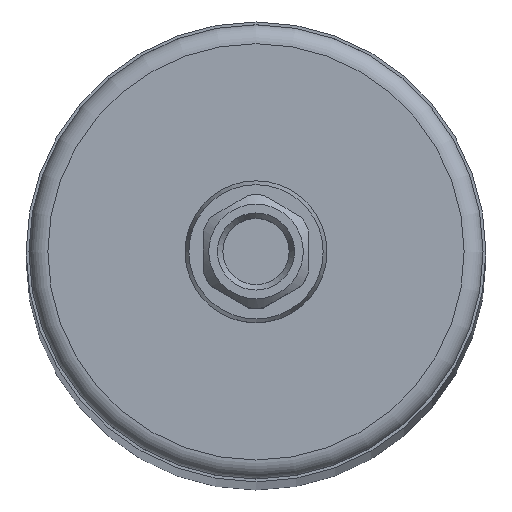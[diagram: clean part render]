
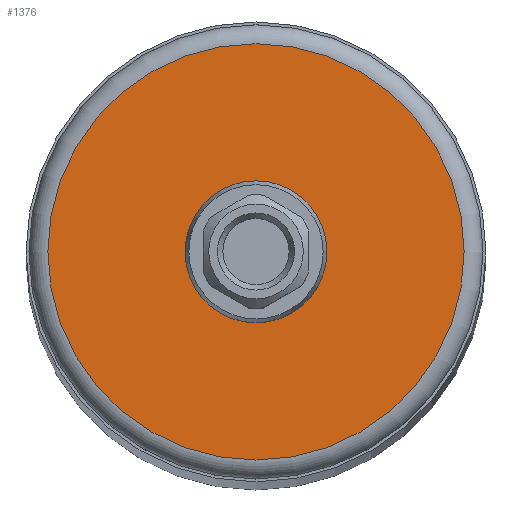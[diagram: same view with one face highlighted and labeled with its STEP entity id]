
A CAD part, top view. The second image highlights one B-rep face of the part: STEP entity #1376.
In plain terms, the highlighted planar face has unit normal (0, 0, 1).
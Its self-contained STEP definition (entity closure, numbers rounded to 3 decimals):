
#18=FACE_BOUND('',#398,.T.);
#26=PLANE('',#1600);
#307=FACE_OUTER_BOUND('',#397,.T.);
#397=EDGE_LOOP('',(#1225));
#398=EDGE_LOOP('',(#1226));
#465=CIRCLE('',#1468,7.5);
#516=CIRCLE('',#1555,22.);
#579=VERTEX_POINT('',#2209);
#619=VERTEX_POINT('',#2361);
#721=EDGE_CURVE('',#579,#579,#465,.T.);
#797=EDGE_CURVE('',#619,#619,#516,.T.);
#1225=ORIENTED_EDGE('',*,*,#797,.T.);
#1226=ORIENTED_EDGE('',*,*,#721,.F.);
#1376=ADVANCED_FACE('',(#307,#18),#26,.F.);
#1468=AXIS2_PLACEMENT_3D('',#2210,#1744,#1745);
#1555=AXIS2_PLACEMENT_3D('',#2362,#1943,#1944);
#1600=AXIS2_PLACEMENT_3D('',#2539,#2071,#2072);
#1744=DIRECTION('center_axis',(0.,0.,1.));
#1745=DIRECTION('ref_axis',(-1.,0.,0.));
#1943=DIRECTION('center_axis',(0.,0.,1.));
#1944=DIRECTION('ref_axis',(1.,0.,0.));
#2071=DIRECTION('center_axis',(0.,0.,-1.));
#2072=DIRECTION('ref_axis',(-1.,0.,0.));
#2209=CARTESIAN_POINT('',(7.5,0.,0.));
#2210=CARTESIAN_POINT('Origin',(0.,0.,0.));
#2361=CARTESIAN_POINT('',(-22.,0.,0.));
#2362=CARTESIAN_POINT('Origin',(0.,0.,0.));
#2539=CARTESIAN_POINT('Origin',(0.,0.,0.));
